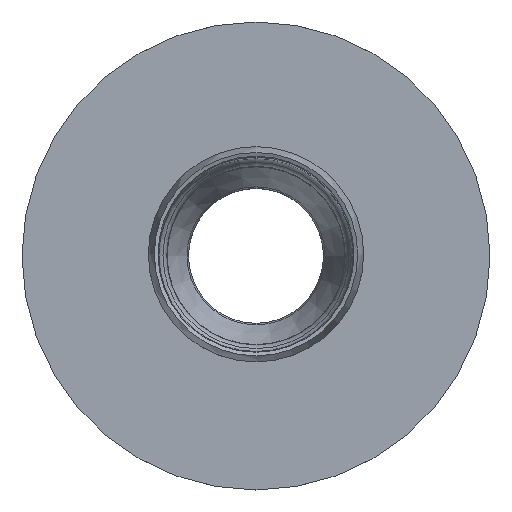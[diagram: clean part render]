
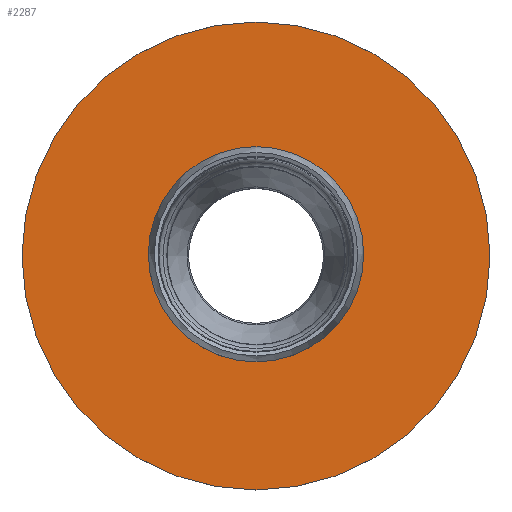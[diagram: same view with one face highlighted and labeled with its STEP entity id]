
A CAD part, top view. The second image highlights one B-rep face of the part: STEP entity #2287.
In plain terms, the highlighted planar face has unit normal (0, 0, 1).
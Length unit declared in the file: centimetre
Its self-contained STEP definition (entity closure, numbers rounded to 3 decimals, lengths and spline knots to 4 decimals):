
#450=FACE_BOUND('',#721,.T.);
#555=FACE_OUTER_BOUND('',#720,.T.);
#720=EDGE_LOOP('',(#1979));
#721=EDGE_LOOP('',(#1980));
#852=CIRCLE('',#2527,91.5);
#853=CIRCLE('',#2529,40.5);
#1079=VERTEX_POINT('',#5455);
#1080=VERTEX_POINT('',#5459);
#1386=EDGE_CURVE('',#1079,#1079,#852,.T.);
#1388=EDGE_CURVE('',#1080,#1080,#853,.T.);
#1979=ORIENTED_EDGE('',*,*,#1386,.T.);
#1980=ORIENTED_EDGE('',*,*,#1388,.F.);
#2182=PLANE('',#2528);
#2287=ADVANCED_FACE('',(#555,#450),#2182,.T.);
#2527=AXIS2_PLACEMENT_3D('',#5456,#3136,#3137);
#2528=AXIS2_PLACEMENT_3D('',#5458,#3139,#3140);
#2529=AXIS2_PLACEMENT_3D('',#5460,#3141,#3142);
#3136=DIRECTION('center_axis',(0.,0.,1.));
#3137=DIRECTION('ref_axis',(1.,0.,0.));
#3139=DIRECTION('center_axis',(0.,0.,1.));
#3140=DIRECTION('ref_axis',(0.,-1.,0.));
#3141=DIRECTION('center_axis',(0.,0.,1.));
#3142=DIRECTION('ref_axis',(1.,0.,0.));
#5455=CARTESIAN_POINT('',(398.8413,-389.6939,210.));
#5456=CARTESIAN_POINT('Origin',(490.3413,-389.6939,210.));
#5458=CARTESIAN_POINT('Origin',(530.8413,-389.6939,210.));
#5459=CARTESIAN_POINT('',(490.3413,-349.1939,210.));
#5460=CARTESIAN_POINT('Origin',(490.3413,-389.6939,210.));
